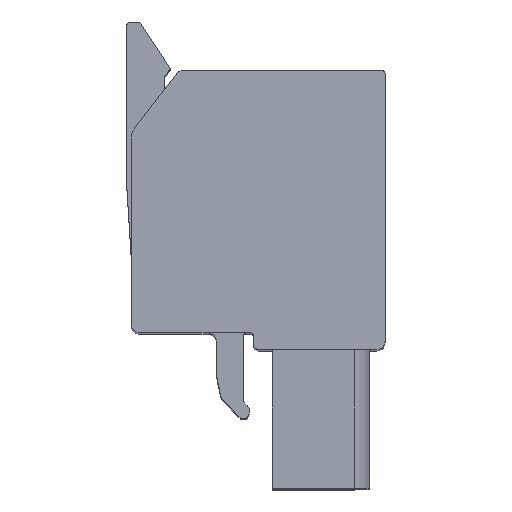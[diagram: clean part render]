
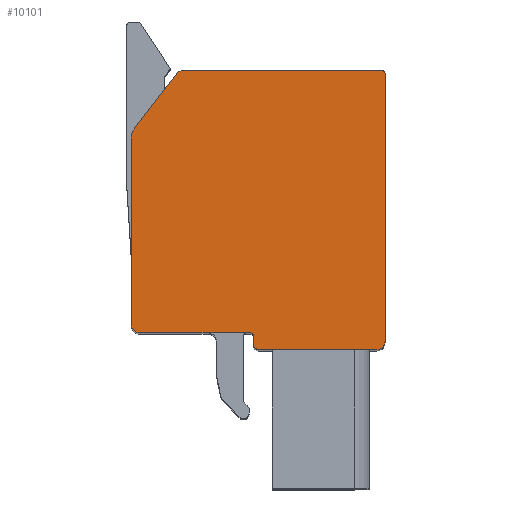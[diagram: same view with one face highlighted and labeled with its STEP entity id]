
A CAD part, top view. The second image highlights one B-rep face of the part: STEP entity #10101.
In plain terms, the highlighted planar face has unit normal (0, 0, 1).
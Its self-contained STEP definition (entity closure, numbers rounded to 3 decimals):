
#287=DIRECTION('',(1.,0.,0.));
#288=VECTOR('',#287,7.05);
#289=CARTESIAN_POINT('',(9.402,11.784,2.94));
#290=LINE('',#289,#288);
#1225=CARTESIAN_POINT('',(9.402,12.084,2.94));
#1226=DIRECTION('',(0.,0.,1.));
#1227=DIRECTION('',(-1.,0.,0.));
#1228=AXIS2_PLACEMENT_3D('',#1225,#1226,#1227);
#1230=DIRECTION('',(0.,-1.,0.));
#1231=VECTOR('',#1230,0.5);
#1232=CARTESIAN_POINT('',(9.102,12.584,2.94));
#1233=LINE('',#1232,#1231);
#1234=CARTESIAN_POINT('',(8.902,12.584,2.94));
#1235=DIRECTION('',(0.,0.,-1.));
#1236=DIRECTION('',(0.,1.,0.));
#1237=AXIS2_PLACEMENT_3D('',#1234,#1235,#1236);
#1239=DIRECTION('',(1.,0.,0.));
#1240=VECTOR('',#1239,6.61);
#1241=CARTESIAN_POINT('',(2.292,12.784,2.94));
#1242=LINE('',#1241,#1240);
#1243=CARTESIAN_POINT('',(2.292,13.284,2.94));
#1244=DIRECTION('',(0.,0.,1.));
#1245=DIRECTION('',(-1.,0.,0.));
#1246=AXIS2_PLACEMENT_3D('',#1243,#1244,#1245);
#1248=DIRECTION('',(0.,-1.,0.));
#1249=VECTOR('',#1248,11.132);
#1250=CARTESIAN_POINT('',(1.792,24.416,2.94));
#1251=LINE('',#1250,#1249);
#1252=CARTESIAN_POINT('',(2.792,24.416,2.94));
#1253=DIRECTION('',(0.,0.,1.));
#1254=DIRECTION('',(-0.789,0.614,0.));
#1255=AXIS2_PLACEMENT_3D('',#1252,#1253,#1254);
#1257=DIRECTION('',(-0.614,-0.789,0.));
#1258=VECTOR('',#1257,4.1);
#1259=CARTESIAN_POINT('',(4.52,28.266,2.94));
#1260=LINE('',#1259,#1258);
#1261=CARTESIAN_POINT('',(4.915,27.959,2.94));
#1262=DIRECTION('',(0.,0.,1.));
#1263=DIRECTION('',(0.,1.,0.));
#1264=AXIS2_PLACEMENT_3D('',#1261,#1262,#1263);
#1266=DIRECTION('',(-1.,0.,0.));
#1267=VECTOR('',#1266,11.838);
#1268=CARTESIAN_POINT('',(16.752,28.459,2.94));
#1269=LINE('',#1268,#1267);
#1270=CARTESIAN_POINT('',(16.752,28.259,2.94));
#1271=DIRECTION('',(0.,0.,1.));
#1272=DIRECTION('',(1.,0.,0.));
#1273=AXIS2_PLACEMENT_3D('',#1270,#1271,#1272);
#1275=DIRECTION('',(0.,1.,0.));
#1276=VECTOR('',#1275,15.975);
#1277=CARTESIAN_POINT('',(16.952,12.284,2.94));
#1278=LINE('',#1277,#1276);
#1279=CARTESIAN_POINT('',(16.452,12.284,2.94));
#1280=DIRECTION('',(0.,0.,1.));
#1281=DIRECTION('',(0.,-1.,0.));
#1282=AXIS2_PLACEMENT_3D('',#1279,#1280,#1281);
#6459=CARTESIAN_POINT('',(2.003,25.03,2.94));
#6460=CARTESIAN_POINT('',(1.792,24.416,2.94));
#6461=VERTEX_POINT('',#6459);
#6462=VERTEX_POINT('',#6460);
#6463=CARTESIAN_POINT('',(1.792,13.284,2.94));
#6464=VERTEX_POINT('',#6463);
#6465=CARTESIAN_POINT('',(2.292,12.784,2.94));
#6466=VERTEX_POINT('',#6465);
#6467=CARTESIAN_POINT('',(8.902,12.784,2.94));
#6468=VERTEX_POINT('',#6467);
#6469=CARTESIAN_POINT('',(9.102,12.584,2.94));
#6470=VERTEX_POINT('',#6469);
#6471=CARTESIAN_POINT('',(9.102,12.084,2.94));
#6472=VERTEX_POINT('',#6471);
#6473=CARTESIAN_POINT('',(9.402,11.784,2.94));
#6474=VERTEX_POINT('',#6473);
#6475=CARTESIAN_POINT('',(16.452,11.784,2.94));
#6476=CARTESIAN_POINT('',(16.952,12.284,2.94));
#6477=VERTEX_POINT('',#6475);
#6478=VERTEX_POINT('',#6476);
#6479=CARTESIAN_POINT('',(16.952,28.259,2.94));
#6480=VERTEX_POINT('',#6479);
#6481=CARTESIAN_POINT('',(16.752,28.459,2.94));
#6482=VERTEX_POINT('',#6481);
#6483=CARTESIAN_POINT('',(4.915,28.459,2.94));
#6484=VERTEX_POINT('',#6483);
#6485=CARTESIAN_POINT('',(4.52,28.266,2.94));
#6486=VERTEX_POINT('',#6485);
#10067=CARTESIAN_POINT('',(0.,0.,2.94));
#10068=DIRECTION('',(0.,0.,1.));
#10069=DIRECTION('',(1.,0.,0.));
#10070=AXIS2_PLACEMENT_3D('',#10067,#10068,#10069);
#10071=PLANE('',#10070);
#10072=ORIENTED_EDGE('',*,*,#8330,.F.);
#10074=ORIENTED_EDGE('',*,*,#10073,.F.);
#10076=ORIENTED_EDGE('',*,*,#10075,.F.);
#10078=ORIENTED_EDGE('',*,*,#10077,.F.);
#10080=ORIENTED_EDGE('',*,*,#10079,.F.);
#10082=ORIENTED_EDGE('',*,*,#10081,.F.);
#10084=ORIENTED_EDGE('',*,*,#10083,.F.);
#10086=ORIENTED_EDGE('',*,*,#10085,.F.);
#10088=ORIENTED_EDGE('',*,*,#10087,.F.);
#10090=ORIENTED_EDGE('',*,*,#10089,.F.);
#10092=ORIENTED_EDGE('',*,*,#10091,.F.);
#10094=ORIENTED_EDGE('',*,*,#10093,.F.);
#10096=ORIENTED_EDGE('',*,*,#10095,.F.);
#10098=ORIENTED_EDGE('',*,*,#10097,.F.);
#10099=EDGE_LOOP('',(#10072,#10074,#10076,#10078,#10080,#10082,#10084,#10086,
#10088,#10090,#10092,#10094,#10096,#10098));
#10100=FACE_OUTER_BOUND('',#10099,.F.);
#10101=ADVANCED_FACE('',(#10100),#10071,.T.);
#1229=CIRCLE('',#1228,0.3);
#1238=CIRCLE('',#1237,0.2);
#1247=CIRCLE('',#1246,0.5);
#1256=CIRCLE('',#1255,1.);
#1265=CIRCLE('',#1264,0.5);
#1274=CIRCLE('',#1273,0.2);
#1283=CIRCLE('',#1282,0.5);
#8330=EDGE_CURVE('',#6474,#6477,#290,.T.);
#10073=EDGE_CURVE('',#6472,#6474,#1229,.T.);
#10075=EDGE_CURVE('',#6470,#6472,#1233,.T.);
#10077=EDGE_CURVE('',#6468,#6470,#1238,.T.);
#10079=EDGE_CURVE('',#6466,#6468,#1242,.T.);
#10081=EDGE_CURVE('',#6464,#6466,#1247,.T.);
#10083=EDGE_CURVE('',#6462,#6464,#1251,.T.);
#10085=EDGE_CURVE('',#6461,#6462,#1256,.T.);
#10087=EDGE_CURVE('',#6486,#6461,#1260,.T.);
#10089=EDGE_CURVE('',#6484,#6486,#1265,.T.);
#10091=EDGE_CURVE('',#6482,#6484,#1269,.T.);
#10093=EDGE_CURVE('',#6480,#6482,#1274,.T.);
#10095=EDGE_CURVE('',#6478,#6480,#1278,.T.);
#10097=EDGE_CURVE('',#6477,#6478,#1283,.T.);
